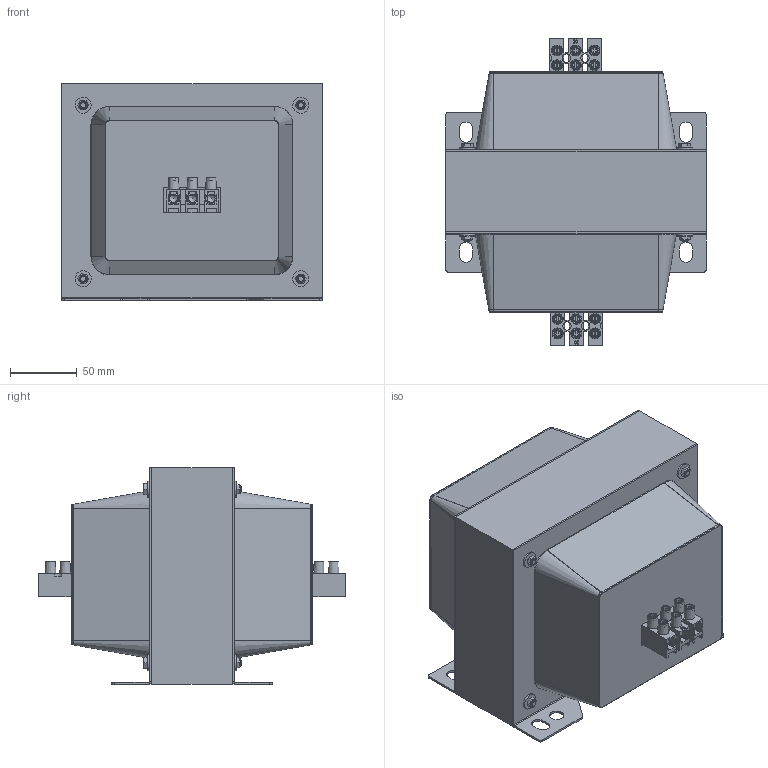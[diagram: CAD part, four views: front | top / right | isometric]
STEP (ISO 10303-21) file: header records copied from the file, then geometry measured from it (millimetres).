
FILE_DESCRIPTION(/* description */ (''),/* implementation_level */ '2;1');
FILE_NAME(/* name */ 'AMDS2240221.stp',/* time_stamp */ '2024-01-12T10:07:40+01:00',/* author */ ('velazquez'),/* organization */ (''),/* preprocessor_version */ 'ST-DEVELOPER v19.2',/* originating_system */ 'Autodesk Inventor 2023',/* authorisation */ '');
FILE_SCHEMA (('AUTOMOTIVE_DESIGN { 1 0 10303 214 3 1 1 }'));
Length unit declared in the file: millimetre
Products named in the file (25): AMDS2240221; centrador M5; DIN 934 - M4; TAPA RC65 VENTANA 3 ELEMENTOS 16; 1216 TS 3 elementos; T-1030045-01 (C-A1216); T-1020035-03 (B-1016 TS); T-1010008-02 (T-M4); T-1020035-03 (B-1016 TS)_1; T-1010008-02 (T-M4)_1; T-1010008-02 (T-M4)_2; T-1020035-03 (B-1016 TS)_2; T-1010008-02 (T-M4)_3; T-1010008-02 (T-M4)_4; T-1020035-03 (B-1016 TS)_3; T-1010008-02 (T-M4)_5; T-1010008-02 (T-M4)_6; T-1020035-03 (B-1016 TS)_4; T-1010008-02 (T-M4)_7; T-1010008-02 (T-M4)_8; T-1020035-03 (B-1016 TS)_5; T-1010008-02 (T-M4)_9; T-1010008-02 (T-M4)_10; EI195 x 162 - 60 (Rc65) Negro; DIN 933 - M5  x 70
Assembly tree (46 placements, depth 3):
  AMDS2240221
    centrador M5  x8
    DIN 934 - M4  x4
    TAPA RC65 VENTANA 3 ELEMENTOS 16  x2
    1216 TS 3 elementos  x2
      T-1030045-01 (C-A1216)
      T-1020035-03 (B-1016 TS)
      T-1010008-02 (T-M4)
      T-1020035-03 (B-1016 TS)_1
      T-1010008-02 (T-M4)_1
      T-1010008-02 (T-M4)_2
      T-1020035-03 (B-1016 TS)_2
      T-1010008-02 (T-M4)_3
      T-1010008-02 (T-M4)_4
      T-1020035-03 (B-1016 TS)_3
      T-1010008-02 (T-M4)_5
      T-1010008-02 (T-M4)_6
      T-1020035-03 (B-1016 TS)_4
      T-1010008-02 (T-M4)_7
      T-1010008-02 (T-M4)_8
      T-1020035-03 (B-1016 TS)_5
      T-1010008-02 (T-M4)_9
      T-1010008-02 (T-M4)_10
    EI195 x 162 - 60 (Rc65) Negro
    DIN 933 - M5  x 70  x4
Bounding box: 195 x 230 x 162 mm (x, y, z)
Volume: 1616759.5 mm3; surface area: 405867.5 mm2
Topology: 51 solids, 51 shells, 2202 faces, 5498 edges, 3598 vertices
Faces by surface type: plane 1492, cylinder 290, bspline 224, cone 136, torus 60
Full cylindrical faces by diameter (mm): 3.242 x16, 4 x12, 4.567 x4, 5 x12, 5.9 x8, 6 x12, 6.3 x4, 6.7 x4, 9 x8, 11 x8, 12 x8
Entity records: 40566 total; most frequent: CARTESIAN_POINT 16665, ORIENTED_EDGE 4858, DIRECTION 4321, EDGE_CURVE 2429, LINE 1821, VECTOR 1821, VERTEX_POINT 1593, AXIS2_PLACEMENT_3D 1250
